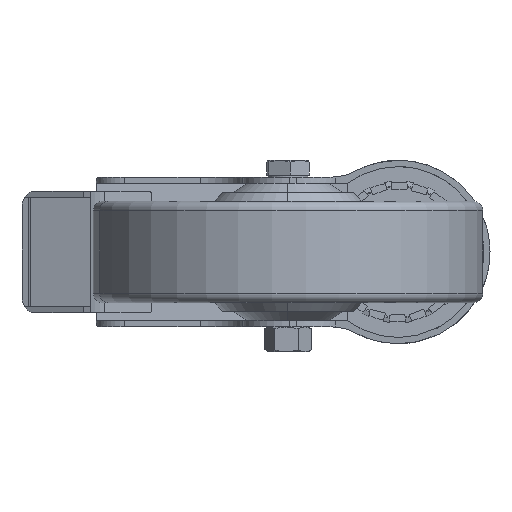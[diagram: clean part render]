
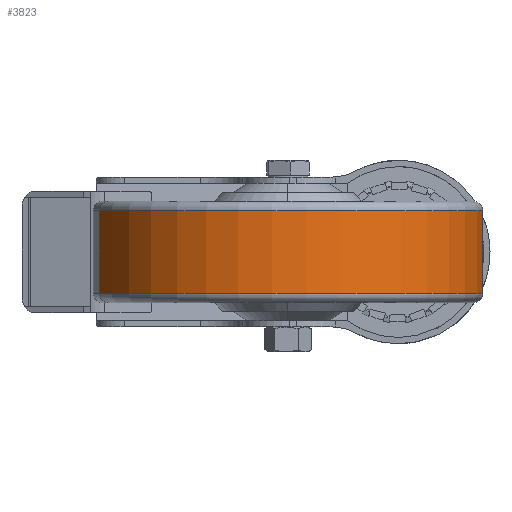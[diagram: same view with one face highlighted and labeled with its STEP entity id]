
A CAD part, front view. The second image highlights one B-rep face of the part: STEP entity #3823.
In plain terms, the highlighted cylindrical face has radius 62.5 mm (diameter 125 mm), a partial arc.
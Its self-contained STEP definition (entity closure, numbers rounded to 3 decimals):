
#749 = EDGE_CURVE ( 'NONE', #6333, #3949, #13480, .T. ) ;
#1118 = CARTESIAN_POINT ( 'NONE',  ( 62.5, 0., -13.25 ) ) ;
#1422 = ORIENTED_EDGE ( 'NONE', *, *, #6170, .T. ) ;
#1661 = CARTESIAN_POINT ( 'NONE',  ( 0., 0., 13.25 ) ) ;
#1725 = DIRECTION ( 'NONE',  ( -1., 0., 0. ) ) ;
#2029 = CARTESIAN_POINT ( 'NONE',  ( -62.5, 0., 16.25 ) ) ;
#2059 = AXIS2_PLACEMENT_3D ( 'NONE', #8127, #12103, #1725 ) ;
#2523 = VECTOR ( 'NONE', #6615, 1000. ) ;
#2636 = AXIS2_PLACEMENT_3D ( 'NONE', #3371, #4417, #5474 ) ;
#2848 = CARTESIAN_POINT ( 'NONE',  ( 62.5, 0., 13.25 ) ) ;
#2960 = ORIENTED_EDGE ( 'NONE', *, *, #6051, .T. ) ;
#3371 = CARTESIAN_POINT ( 'NONE',  ( 0., 0., -13.25 ) ) ;
#3567 = ORIENTED_EDGE ( 'NONE', *, *, #9857, .T. ) ;
#3823 = ADVANCED_FACE ( 'NONE', ( #10961 ), #12623, .T. ) ;
#3949 = VERTEX_POINT ( 'NONE', #9116 ) ;
#4417 = DIRECTION ( 'NONE',  ( 0., 0., 1. ) ) ;
#4828 = EDGE_LOOP ( 'NONE', ( #3567, #1422, #2960, #7226 ) ) ;
#5474 = DIRECTION ( 'NONE',  ( 1., 0., 0. ) ) ;
#6051 = EDGE_CURVE ( 'NONE', #11963, #3949, #12095, .T. ) ;
#6170 = EDGE_CURVE ( 'NONE', #11680, #11963, #8074, .T. ) ;
#6333 = VERTEX_POINT ( 'NONE', #13518 ) ;
#6615 = DIRECTION ( 'NONE',  ( 0., 0., -1. ) ) ;
#7096 = DIRECTION ( 'NONE',  ( 0., 0., -1. ) ) ;
#7226 = ORIENTED_EDGE ( 'NONE', *, *, #749, .F. ) ;
#7690 = CARTESIAN_POINT ( 'NONE',  ( 62.5, 0., 16.25 ) ) ;
#8074 = LINE ( 'NONE', #7690, #2523 ) ;
#8127 = CARTESIAN_POINT ( 'NONE',  ( 0., 0., 16.25 ) ) ;
#8801 = VECTOR ( 'NONE', #11661, 1000. ) ;
#9116 = CARTESIAN_POINT ( 'NONE',  ( -62.5, 0., -13.25 ) ) ;
#9857 = EDGE_CURVE ( 'NONE', #6333, #11680, #11670, .T. ) ;
#10288 = DIRECTION ( 'NONE',  ( 1., 0., 0. ) ) ;
#10961 = FACE_OUTER_BOUND ( 'NONE', #4828, .T. ) ;
#11448 = AXIS2_PLACEMENT_3D ( 'NONE', #1661, #7096, #10288 ) ;
#11661 = DIRECTION ( 'NONE',  ( 0., 0., -1. ) ) ;
#11670 = CIRCLE ( 'NONE', #11448, 62.5 ) ;
#11680 = VERTEX_POINT ( 'NONE', #2848 ) ;
#11963 = VERTEX_POINT ( 'NONE', #1118 ) ;
#12095 = CIRCLE ( 'NONE', #2636, 62.5 ) ;
#12103 = DIRECTION ( 'NONE',  ( 0., 0., -1. ) ) ;
#12623 = CYLINDRICAL_SURFACE ( 'NONE', #2059, 62.5 ) ;
#13480 = LINE ( 'NONE', #2029, #8801 ) ;
#13518 = CARTESIAN_POINT ( 'NONE',  ( -62.5, 0., 13.25 ) ) ;
